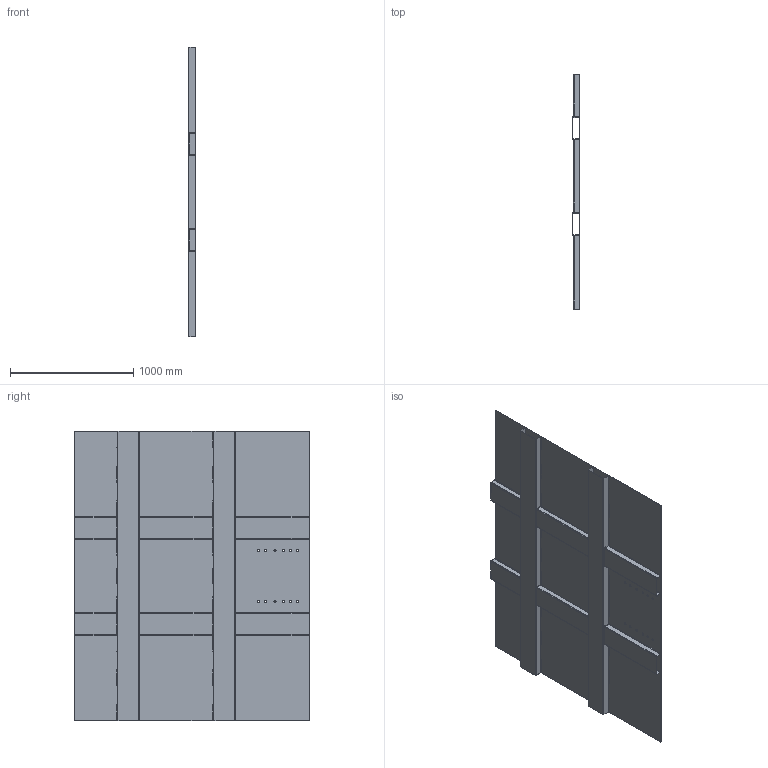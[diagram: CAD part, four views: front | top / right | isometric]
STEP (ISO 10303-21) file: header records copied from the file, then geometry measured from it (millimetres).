
FILE_DESCRIPTION (( 'STEP AP203' ), '1' );
FILE_NAME ('前板总成焊缝-画焊道.STEP', '2022-02-17T02:17:25', ( '' ), ( '' ), 'SwSTEP 2.0', 'SolidWorks 2021', '' );
FILE_SCHEMA (( 'CONFIG_CONTROL_DESIGN' ));
Length unit declared in the file: millimetre
Products named in the file (9): ______ ____-1.STEP; ____2-50-180.STEP; ____1-130.STEP; ______ ____-0.STEP; ____ ____.STEP; ______ __.STEP; 前板总成焊缝-画焊道; 零件21^前板总成焊缝-画焊道; 前板总成焊缝-画焊道.STEP
Assembly tree (62 placements, depth 3):
  前板总成焊缝-画焊道
    前板总成焊缝-画焊道.STEP
      ______ __.STEP
      ____ ____.STEP  x2
      ______ ____-0.STEP  x2
      ______ ____-1.STEP  x2
      ____1-130.STEP  x45
      ____2-50-180.STEP  x8
    零件21^前板总成焊缝-画焊道
Bounding box: 64 x 1905 x 2350 mm (x, y, z)
Volume: 24800337.2 mm3; surface area: 13643508.2 mm2
Topology: 65 solids, 65 shells, 486 faces, 962 edges, 606 vertices
Faces by surface type: plane 248, cylinder 206, torus 32
Entity records: 7125 total; most frequent: DIRECTION 944, CARTESIAN_POINT 806, ORIENTED_EDGE 712, AXIS2_PLACEMENT_3D 364, EDGE_CURVE 356, VERTEX_POINT 218, VECTOR 216, LINE 216
